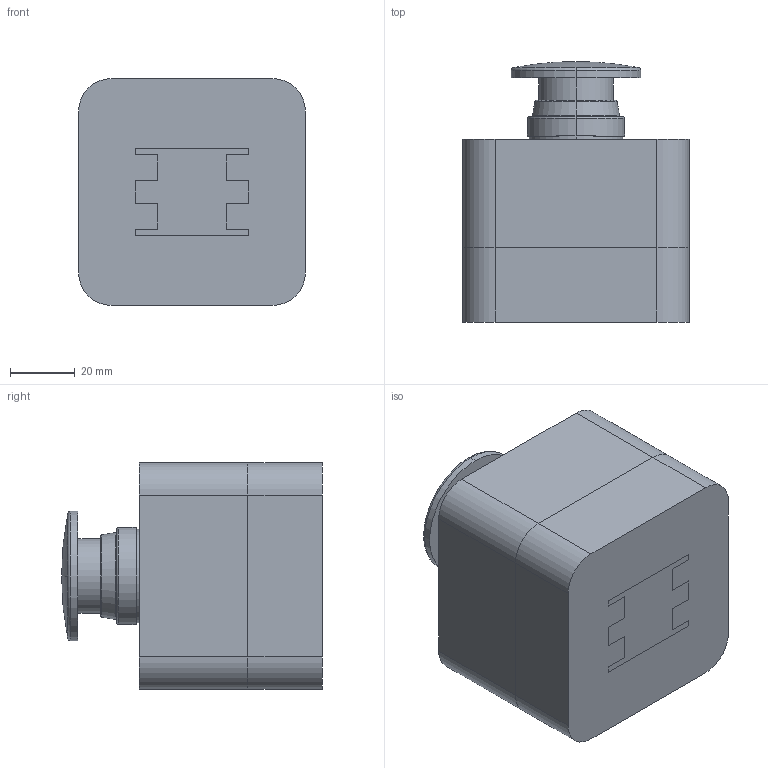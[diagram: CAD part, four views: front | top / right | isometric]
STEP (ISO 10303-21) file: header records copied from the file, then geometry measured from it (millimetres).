
FILE_DESCRIPTION(('FreeCAD Model'),'2;1');
FILE_NAME('Open CASCADE Shape Model','2023-08-10T15:36:29',(''),(''), 'Open CASCADE STEP processor 7.6','FreeCAD','Unknown');
FILE_SCHEMA(('AUTOMOTIVE_DESIGN { 1 0 10303 214 1 1 1 1 }'));
Length unit declared in the file: millimetre
Products named in the file (3): Botao de Emergencia; Bot⭠de Emerg魣ia; Bot⭠de Emerg魣ia001
Assembly tree (2 placements, depth 2):
  Botao de Emergencia
    Bot⭠de Emerg魣ia
    Bot⭠de Emerg魣ia001
Bounding box: 70 x 80.52 x 70 mm (x, y, z)
Volume: 306620.8 mm3; surface area: 42052.9 mm2
Topology: 2 solids, 2 shells, 211 faces, 544 edges, 359 vertices
Faces by surface type: plane 155, cylinder 24, torus 20, cone 10, sphere 2
Entity records: 6817 total; most frequent: CARTESIAN_POINT 1245, ORIENTED_EDGE 1088, DIRECTION 1060, EDGE_CURVE 544, LINE 392, VECTOR 392, VERTEX_POINT 359, AXIS2_PLACEMENT_3D 334
